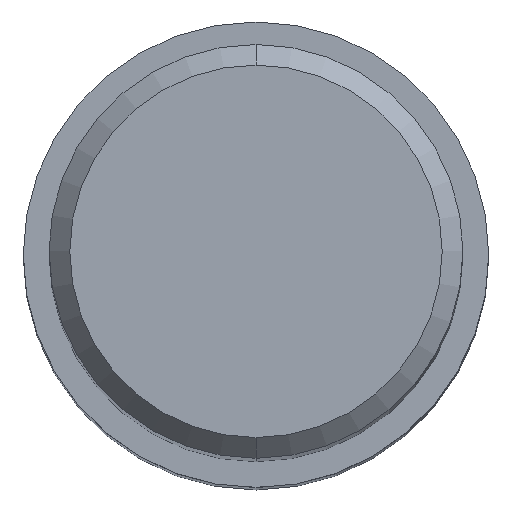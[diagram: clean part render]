
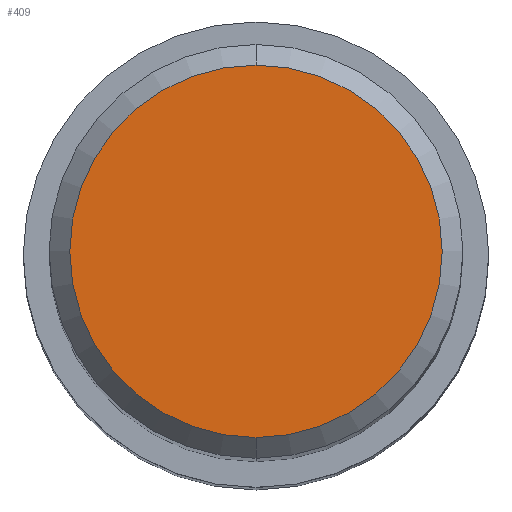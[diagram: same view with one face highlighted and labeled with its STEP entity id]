
A CAD part, top view. The second image highlights one B-rep face of the part: STEP entity #409.
In plain terms, the highlighted planar face has unit normal (0, 0, 1).
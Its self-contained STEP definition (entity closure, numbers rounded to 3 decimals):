
#279=VERTEX_POINT('',#595);
#313=EDGE_CURVE('',#323,#279,#632,.T.);
#323=VERTEX_POINT('',#642);
#345=EDGE_CURVE('',#279,#323,#664,.T.);
#409=ADVANCED_FACE('',(#734),#735,.T.);
#595=CARTESIAN_POINT('',(0.,-7.2,0.0));
#632=CIRCLE('',#1142,7.2);
#642=CARTESIAN_POINT('',(0.0,7.2,0.0));
#664=CIRCLE('',#1215,7.2);
#734=FACE_OUTER_BOUND('',#1375,.T.);
#735=PLANE('',#1376);
#1142=AXIS2_PLACEMENT_3D('',#1687,#1688,#1689);
#1215=AXIS2_PLACEMENT_3D('',#1699,#1700,#1701);
#1375=EDGE_LOOP('',(#1764,#1765));
#1376=AXIS2_PLACEMENT_3D('',#1766,#1767,#1768);
#1687=CARTESIAN_POINT('',(0.0,0.0,0.0));
#1688=DIRECTION('',(0.0,0.0,-1.0));
#1689=DIRECTION('',(0.0,1.0,0.0));
#1699=CARTESIAN_POINT('',(0.0,0.0,0.0));
#1700=DIRECTION('',(0.0,0.0,-1.0));
#1701=DIRECTION('',(0.0,1.0,0.0));
#1764=ORIENTED_EDGE('',*,*,#313,.F.);
#1765=ORIENTED_EDGE('',*,*,#345,.F.);
#1766=CARTESIAN_POINT('',(0.0,3.6,0.0));
#1767=DIRECTION('',(-0.0,0.0,1.0));
#1768=DIRECTION('',(0.0,-1.0,0.0));
